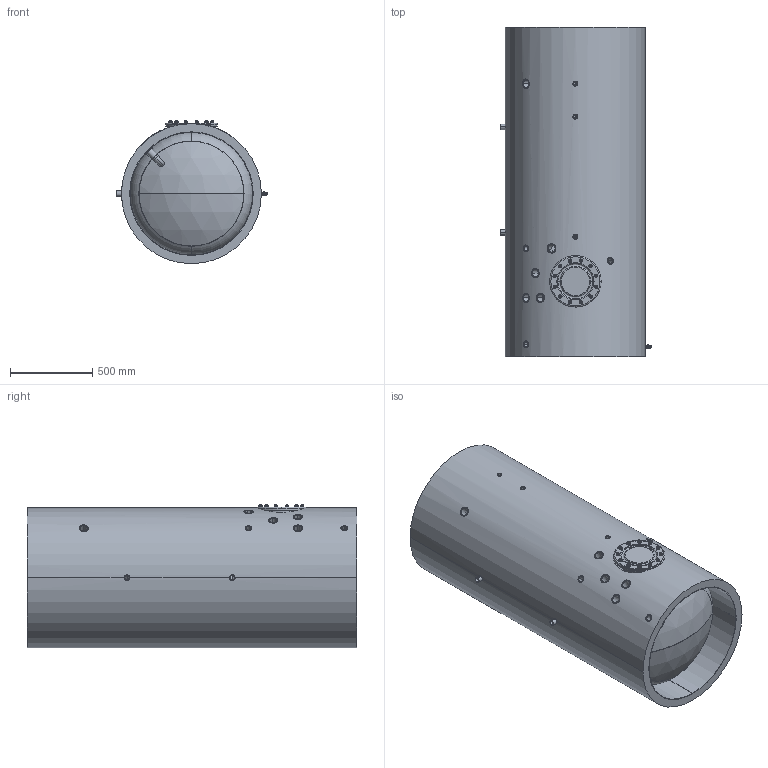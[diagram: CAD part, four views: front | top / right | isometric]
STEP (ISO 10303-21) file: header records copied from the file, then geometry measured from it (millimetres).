
FILE_DESCRIPTION (( 'STEP AP214' ), '1' );
FILE_NAME ('ÂÍ.0750.237.00.00 Âîäîíàãðåâàòåëü.STEP', '2022-01-21T16:14:49', ( 'suchkovdn' ), ( '' ), 'SwSTEP 2.0', 'SolidWorks 2018', '' );
FILE_SCHEMA (( 'AUTOMOTIVE_DESIGN' ));
Length unit declared in the file: millimetre
Products named in the file (48): ÂÍ.0750.237.00.06 Îòâîä_90ø-38å4; ÂÍ.0750.237.00.08 Íàêëàäêà_850å4; ÂÍ.0750.237.00.00 Âîäîíàãðåâàòåëü; ÂÍ.0750.237.03.00 Ãðåáåíêà â ñáîðå_01; ﾗ襄鸙 860_00; Ãàéêà_Â_5915-70_Œ12; Ïðîêëàäêà ëþêà 300_00; Çíàê çàçåìëåíèÿ_00; ÂÍ.0750.237.03.00 Ãðåáåíêà â ñáîðå_00; ÂÍ.0750.237.00.03 Äíèùå íèæíåå_850å4; 项牮桢 磬痼骓铄_00; 峦.0750.237.02.00 庆邋忤阓00; ч蜱齁罻 1 1_2; ÂÍ.0750.237.01.01 Îáå÷àéêà_1200å4; L=200; 淟檍瀖00; 蟬.0750.237.03.01 鏢槦樇罻_00; Áîáûøêà äëÿ ÒÝÍ (G1 1_2)_00; ÂÍ.0750.237.00.02 Äíèùå âåðõíåå_850å4; Áîáûøêà G1_00; Øïèëüêà ðåçüáîâàÿ_Œ12å80; 峦.0750.237.00.07 彦瘘汔_懃囔 3-2-1_1; 諘蜱齁罻 57; ч蜱齁罻1_2; 蟬.0750.237.00.01 挓毿骫罻_00; Ëþê 300_00; 呧蜦蠂駻00; ÂÍ.0750.237.03.02 Øòûðü_00; 燴鍱 (500 擤)_00; 项牮桢 忭篁疱礤錩00; Áîëò ÃÎÑÒ Ð ÈÑÎ 4017_Œ12å30; ч蜱齁罻 30; Îòâîä ÃÎÑÒ 17375-2001 (íåðæ.)_90ø-32å2,5; ÂÍ.0750.237.00.05 Ïàòðóáîê ñëèâà_42å3-200; Øàéáà_ïðóæèííàÿ_6402-70_ä12; ÂÍ.0750.237.02.02 Ïàòðóáîê_42å3-200; Ïàòðóáîê G1 1_2_34å4-160; ÂÍ.0750.237.01.03 Ïàòðóáîê_76å4-50; 峦.0750.237.02.01 庆邋忤阓00; 塔忮瘃鸰00; Áîáûøêà ïîä òåðìîìåòð_00 ...
Assembly tree (71 placements, depth 3):
  ÂÍ.0750.237.00.00 Âîäîíàãðåâàòåëü
    蟬.0750.237.01.00 昜闉趌00
      ÂÍ.0750.237.01.01 Îáå÷àéêà_1200å4; L=200
      ÂÍ.0750.237.01.03 Ïàòðóáîê_76å4-50
      Øïèëüêà ðåçüáîâàÿ_Œ12å80
      Ãàéêà_Â_5915-70_Œ12  x2
      ﾘ琺矜 ﾃﾎﾑﾒ 11371-78_12  x2
      Øàéáà_ïðóæèííàÿ_6402-70_ä12
    峦.0750.237.02.00 庆邋忤阓00
      峦.0750.237.02.01 庆邋忤阓00
      ÂÍ.0750.237.02.02 Ïàòðóáîê_42å3-200  x2
      Îòâîä ÃÎÑÒ 17375-2001 (íåðæ.)_90ø-32å2,5  x2
    ÂÍ.0750.237.03.00 Ãðåáåíêà â ñáîðå_00
      蟬.0750.237.03.01 鏢槦樇罻_00
      ÂÍ.0750.237.03.02 Øòûðü_00  x2
    ÂÍ.0750.237.03.00 Ãðåáåíêà â ñáîðå_01
      蟬.0750.237.03.01 鏢槦樇罻_00
      ÂÍ.0750.237.03.02 Øòûðü_00  x2
    蟬.0750.237.00.01 挓毿骫罻_00
    ÂÍ.0750.237.00.02 Äíèùå âåðõíåå_850å4
    ÂÍ.0750.237.00.03 Äíèùå íèæíåå_850å4
    ÂÍ.0750.237.00.04 Áîáûøêà âîçäóøíèê_34å4-160
    ÂÍ.0750.237.00.05 Ïàòðóáîê ñëèâà_42å3-200
    ÂÍ.0750.237.00.06 Îòâîä_90ø-38å4
    峦.0750.237.00.07 彦瘘汔_懃囔 3-2-1_1  x2
    ÂÍ.0750.237.00.08 Íàêëàäêà_850å4  x2
    Ïàòðóáîê G1 1_2_34å4-160  x2
    Áîáûøêà ïîä òåðìîìåòð_00  x3
    Áîáûøêà G1_00  x2
    Áîáûøêà äëÿ ÒÝÍ (G1 1_2)_00  x3
    Èçîëÿöèÿ_00
    Áîëò ÃÎÑÒ Ð ÈÑÎ 4017_Œ12å30  x12
    Ãàéêà_Â_5915-70_Œ12  x12
    Ëþê 300_00
    Ïðîêëàäêà ëþêà 300_00
    署赅 膻赅 300_00
  ﾗ襄鸙 860_00
  Çíàê çàçåìëåíèÿ_00
  项牮桢 磬痼骓铄_00
  ч蜱齁罻 1 1_2
Bounding box: 917.86 x 2000 x 870 mm (x, y, z)
Volume: 289726713.8 mm3; surface area: 27408882.1 mm2
Topology: 80 solids, 80 shells, 1140 faces, 2689 edges, 1728 vertices
Faces by surface type: plane 424, cylinder 374, cone 216, torus 72, bspline 34, sphere 20
Entity records: 271299 total; most frequent: CARTESIAN_POINT 257330, DIRECTION 2619, ORIENTED_EDGE 2436, EDGE_CURVE 1218, AXIS2_PLACEMENT_3D 1094, VERTEX_POINT 788, EDGE_LOOP 656, CIRCLE 563
